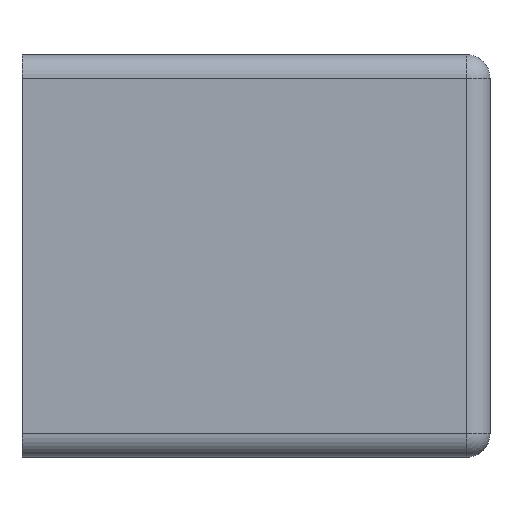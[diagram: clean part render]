
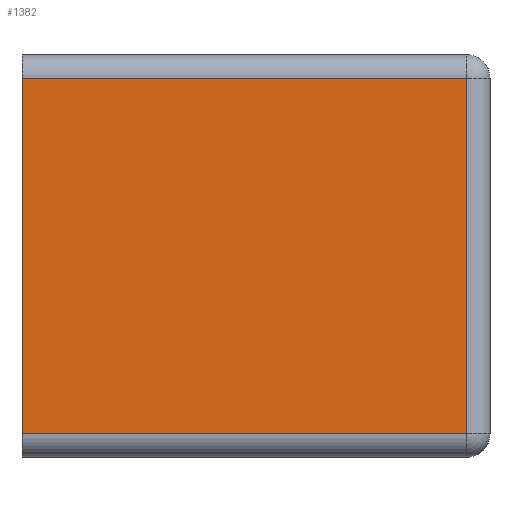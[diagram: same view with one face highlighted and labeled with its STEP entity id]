
A CAD part, front view. The second image highlights one B-rep face of the part: STEP entity #1382.
In plain terms, the highlighted planar face has unit normal (0, -1, 0).
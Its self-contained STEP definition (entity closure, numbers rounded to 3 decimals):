
#125 = ORIENTED_EDGE ( 'NONE', *, *, #1571, .T. ) ;
#205 = ORIENTED_EDGE ( 'NONE', *, *, #1561, .T. ) ;
#244 = AXIS2_PLACEMENT_3D ( 'NONE', #2191, #2326, #2332 ) ;
#254 = ORIENTED_EDGE ( 'NONE', *, *, #1560, .T. ) ;
#277 = ORIENTED_EDGE ( 'NONE', *, *, #1559, .T. ) ;
#362 = CARTESIAN_POINT ( 'NONE',  ( -7.95, -4.3, 6.04 ) ) ;
#430 = VECTOR ( 'NONE', #2011, 1000. ) ;
#453 = VECTOR ( 'NONE', #2355, 1000. ) ;
#455 = VECTOR ( 'NONE', #2317, 1000. ) ;
#456 = LINE ( 'NONE', #2437, #566 ) ;
#556 = LINE ( 'NONE', #1967, #430 ) ;
#566 = VECTOR ( 'NONE', #2348, 1000. ) ;
#568 = LINE ( 'NONE', #2333, #455 ) ;
#569 = LINE ( 'NONE', #2370, #453 ) ;
#610 = CARTESIAN_POINT ( 'NONE',  ( 7.15, -4.3, 6.04 ) ) ;
#979 = EDGE_LOOP ( 'NONE', ( #254, #277, #125, #205 ) ) ;
#1111 = VERTEX_POINT ( 'NONE', #610 ) ;
#1113 = FACE_OUTER_BOUND ( 'NONE', #979, .T. ) ;
#1141 = VERTEX_POINT ( 'NONE', #362 ) ;
#1188 = VERTEX_POINT ( 'NONE', #2231 ) ;
#1246 = VERTEX_POINT ( 'NONE', #2371 ) ;
#1382 = ADVANCED_FACE ( 'NONE', ( #1113 ), #2282, .F. ) ;
#1559 = EDGE_CURVE ( 'NONE', #1111, #1141, #569, .T. ) ;
#1560 = EDGE_CURVE ( 'NONE', #1246, #1111, #456, .T. ) ;
#1561 = EDGE_CURVE ( 'NONE', #1188, #1246, #568, .T. ) ;
#1571 = EDGE_CURVE ( 'NONE', #1141, #1188, #556, .T. ) ;
#1967 = CARTESIAN_POINT ( 'NONE',  ( -7.95, -4.3, 6.84 ) ) ;
#2011 = DIRECTION ( 'NONE',  ( 0., 0., -1. ) ) ;
#2191 = CARTESIAN_POINT ( 'NONE',  ( 7.95, -4.3, 6.84 ) ) ;
#2231 = CARTESIAN_POINT ( 'NONE',  ( -7.95, -4.3, -6.04 ) ) ;
#2282 = PLANE ( 'NONE',  #244 ) ;
#2317 = DIRECTION ( 'NONE',  ( 1., 0., 0. ) ) ;
#2326 = DIRECTION ( 'NONE',  ( 0., 1., 0. ) ) ;
#2332 = DIRECTION ( 'NONE',  ( 0., 0., 1. ) ) ;
#2333 = CARTESIAN_POINT ( 'NONE',  ( 7.95, -4.3, -6.04 ) ) ;
#2348 = DIRECTION ( 'NONE',  ( 0., 0., 1. ) ) ;
#2355 = DIRECTION ( 'NONE',  ( -1., 0., 0. ) ) ;
#2370 = CARTESIAN_POINT ( 'NONE',  ( 7.95, -4.3, 6.04 ) ) ;
#2371 = CARTESIAN_POINT ( 'NONE',  ( 7.15, -4.3, -6.04 ) ) ;
#2437 = CARTESIAN_POINT ( 'NONE',  ( 7.15, -4.3, 6.84 ) ) ;
